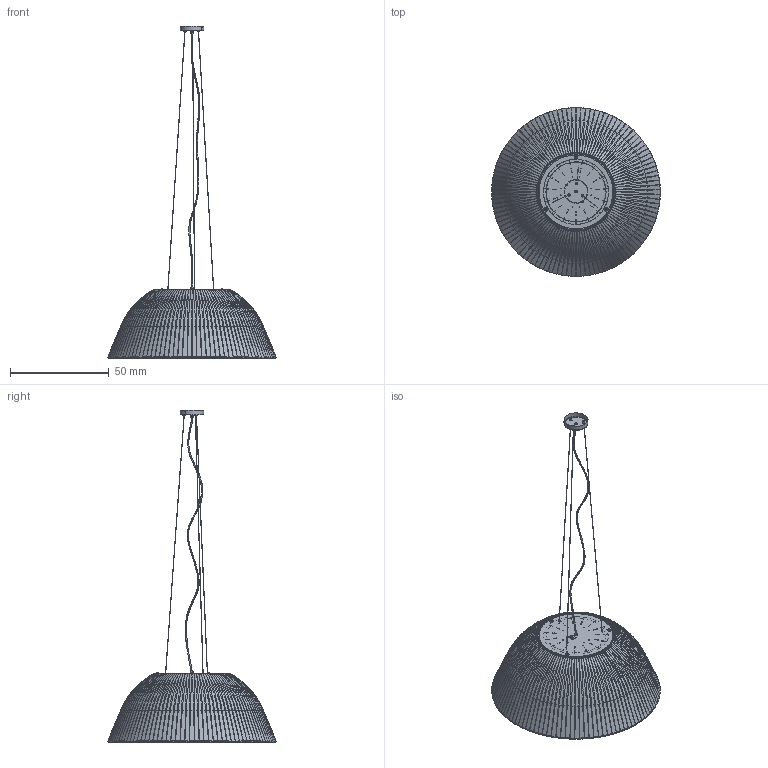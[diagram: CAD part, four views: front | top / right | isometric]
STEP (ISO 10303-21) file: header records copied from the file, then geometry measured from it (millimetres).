
FILE_DESCRIPTION(/* description */ (''),/* implementation_level */ '2;1');
FILE_NAME(/* name */ '3D_EVA EV.085C',/* time_stamp */ '2018-06-01T16:20:16+02:00',/* author */ (''),/* organization */ (''),/* preprocessor_version */ 'ST-DEVELOPER v15',/* originating_system */ '',/* authorisation */ '');
FILE_SCHEMA (('AUTOMOTIVE_DESIGN'));
Products named in the file (1): Document
Bounding box: 85.56 x 85.6 x 168.38 mm (x, y, z)
Volume: 5568.5 mm3; surface area: 75408.8 mm2
Topology: 136 solids, 137 shells, 3150 faces, 8400 edges, 5502 vertices
Faces by surface type: bspline 1809, plane 1341
Entity records: 118093 total; most frequent: CARTESIAN_POINT 68017, ORIENTED_EDGE 16716, EDGE_CURVE 8368, VERTEX_POINT 5502, B_SPLINE_CURVE_WITH_KNOTS 4845, EDGE_LOOP 3518, ADVANCED_FACE 3150, FACE_OUTER_BOUND 3150
